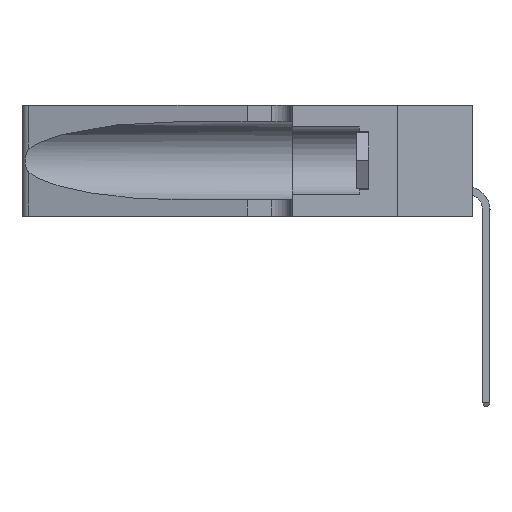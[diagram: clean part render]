
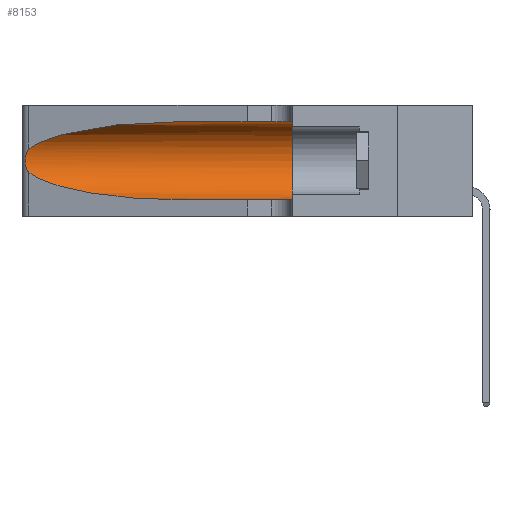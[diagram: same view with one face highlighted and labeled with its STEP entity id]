
A CAD part, left-side view. The second image highlights one B-rep face of the part: STEP entity #8153.
In plain terms, the highlighted cylindrical face has radius 3.308 mm (diameter 6.617 mm), a partial arc.
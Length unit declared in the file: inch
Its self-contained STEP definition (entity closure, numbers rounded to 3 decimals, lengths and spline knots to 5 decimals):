
#695 = VECTOR ( 'NONE', #23715, 39.37008 ) ;
#1038 = CARTESIAN_POINT ( 'NONE',  ( 0.25487, 1.22718, 0.22369 ) ) ;
#1261 = DIRECTION ( 'NONE',  ( 0., -1., 0. ) ) ;
#1264 = CARTESIAN_POINT ( 'NONE',  ( 0.25487, 1.22718, 0.22369 ) ) ;
#1586 = VERTEX_POINT ( 'NONE', #17288 ) ;
#2120 = DIRECTION ( 'NONE',  ( 0., 0., 1. ) ) ;
#2569 = CARTESIAN_POINT ( 'NONE',  ( 0.1305, 0.72297, 0.05475 ) ) ;
#4450 = CARTESIAN_POINT ( 'NONE',  ( 0.2373, 1.15595, 0.28018 ) ) ;
#4706 = CYLINDRICAL_SURFACE ( 'NONE', #7499, 0.13025 ) ;
#4739 = CARTESIAN_POINT ( 'NONE',  ( 0.25487, 1.22718, 0.14631 ) ) ;
#4907 = B_SPLINE_CURVE_WITH_KNOTS ( 'NONE', 3,
 ( #21239, #11845, #39207, #27113, #33218, #36280, #12227, #9160, #24144, #24274, #27364, #5941, #27250, #33478 ),
 .UNSPECIFIED., .F., .F.,
 ( 4, 2, 2, 2, 2, 2, 4 ),
 ( 0., 0.00027, 0.00053, 0.00107, 0.0016, 0.00187, 0.00214 ),
 .UNSPECIFIED. ) ;
#5065 = CARTESIAN_POINT ( 'NONE',  ( 0.1305, 0.72297, 0.05475 ) ) ;
#5728 = DIRECTION ( 'NONE',  ( 0., 1., 0. ) ) ;
#5941 = CARTESIAN_POINT ( 'NONE',  ( 0.25639, 1.23186, 0.15144 ) ) ;
#7250 = CARTESIAN_POINT ( 'NONE',  ( 0.1305, 0.72297, 0.31525 ) ) ;
#7499 = AXIS2_PLACEMENT_3D ( 'NONE', #17771, #17899, #24257 ) ;
#8153 = ADVANCED_FACE ( 'NONE', ( #36151 ), #4706, .F. ) ;
#8810 = ORIENTED_EDGE ( 'NONE', *, *, #28884, .T. ) ;
#8838 = LINE ( 'NONE', #38786, #695 ) ;
#9160 = CARTESIAN_POINT ( 'NONE',  ( 0.26075, 1.23896, 0.178 ) ) ;
#9761 = EDGE_CURVE ( 'NONE', #34354, #1586, #28435, .T. ) ;
#10319 = CIRCLE ( 'NONE', #11460, 0.13025 ) ;
#11460 = AXIS2_PLACEMENT_3D ( 'NONE', #20766, #5728, #2120 ) ;
#11658 = CARTESIAN_POINT ( 'NONE',  ( 0.2373, 1.15595, 0.08982 ) ) ;
#11845 = CARTESIAN_POINT ( 'NONE',  ( 0.25555, 1.22994, 0.2215 ) ) ;
#12227 = CARTESIAN_POINT ( 'NONE',  ( 0.26075, 1.23896, 0.19203 ) ) ;
#12287 = VECTOR ( 'NONE', #1261, 39.37008 ) ;
#13557 = ORIENTED_EDGE ( 'NONE', *, *, #23653, .T. ) ;
#13864 = CARTESIAN_POINT ( 'NONE',  ( 0.1305, 0.72297, 0.31525 ) ) ;
#15195 = CARTESIAN_POINT ( 'NONE',  ( 0.25487, 1.22718, 0.14631 ) ) ;
#16384 = ORIENTED_EDGE ( 'NONE', *, *, #18743, .T. ) ;
#17288 = CARTESIAN_POINT ( 'NONE',  ( 0.1305, 0.35, 0.05475 ) ) ;
#17771 = CARTESIAN_POINT ( 'NONE',  ( 0.1305, 1.61858, 0.185 ) ) ;
#17899 = DIRECTION ( 'NONE',  ( 0., -1., 0. ) ) ;
#18366 = VERTEX_POINT ( 'NONE', #26382 ) ;
#18743 = EDGE_CURVE ( 'NONE', #24566, #24733, #4907, .T. ) ;
#19492 = CARTESIAN_POINT ( 'NONE',  ( 0.1305, 1.61858, 0.05475 ) ) ;
#19494 = CARTESIAN_POINT ( 'NONE',  ( 0.18966, 0.96281, 0.31525 ) ) ;
#20766 = CARTESIAN_POINT ( 'NONE',  ( 0.1305, 0.35, 0.185 ) ) ;
#21239 = CARTESIAN_POINT ( 'NONE',  ( 0.25487, 1.22718, 0.22369 ) ) ;
#22416 = EDGE_CURVE ( 'NONE', #18366, #1586, #10319, .T. ) ;
#22565 = ORIENTED_EDGE ( 'NONE', *, *, #9761, .T. ) ;
#23520 = ORIENTED_EDGE ( 'NONE', *, *, #22416, .F. ) ;
#23653 = EDGE_CURVE ( 'NONE', #24733, #34354, #30295, .T. ) ;
#23715 = DIRECTION ( 'NONE',  ( 0., -1., 0. ) ) ;
#24144 = CARTESIAN_POINT ( 'NONE',  ( 0.26017, 1.23833, 0.17102 ) ) ;
#24257 = DIRECTION ( 'NONE',  ( 0., 0., -1. ) ) ;
#24274 = CARTESIAN_POINT ( 'NONE',  ( 0.25856, 1.23593, 0.16098 ) ) ;
#24391 = EDGE_LOOP ( 'NONE', ( #8810, #16384, #13557, #22565, #23520, #34520 ) ) ;
#24566 = VERTEX_POINT ( 'NONE', #1038 ) ;
#24733 = VERTEX_POINT ( 'NONE', #4739 ) ;
#26382 = CARTESIAN_POINT ( 'NONE',  ( 0.1305, 0.35, 0.31525 ) ) ;
#26465 = VERTEX_POINT ( 'NONE', #13864 ) ;
#27113 = CARTESIAN_POINT ( 'NONE',  ( 0.25787, 1.23484, 0.2124 ) ) ;
#27250 = CARTESIAN_POINT ( 'NONE',  ( 0.25555, 1.22993, 0.14849 ) ) ;
#27364 = CARTESIAN_POINT ( 'NONE',  ( 0.25789, 1.23486, 0.15765 ) ) ;
#27368 =( BOUNDED_CURVE ( )  B_SPLINE_CURVE ( 3, ( #7250, #19494, #4450, #1264 ),
 .UNSPECIFIED., .F., .F. ) 
 B_SPLINE_CURVE_WITH_KNOTS ( ( 4, 4 ),
 ( 1.5708, 2.84003 ),
 .UNSPECIFIED. ) 
 CURVE ( )  GEOMETRIC_REPRESENTATION_ITEM ( )  RATIONAL_B_SPLINE_CURVE ( ( 1., 0.87, 0.87, 1. ) ) 
 REPRESENTATION_ITEM ( '' )  );
#28435 = LINE ( 'NONE', #19492, #12287 ) ;
#28884 = EDGE_CURVE ( 'NONE', #26465, #24566, #27368, .T. ) ;
#30295 =( BOUNDED_CURVE ( )  B_SPLINE_CURVE ( 3, ( #15195, #11658, #39286, #2569 ),
 .UNSPECIFIED., .F., .F. ) 
 B_SPLINE_CURVE_WITH_KNOTS ( ( 4, 4 ),
 ( 3.44316, 4.71239 ),
 .UNSPECIFIED. ) 
 CURVE ( )  GEOMETRIC_REPRESENTATION_ITEM ( )  RATIONAL_B_SPLINE_CURVE ( ( 1., 0.87, 0.87, 1. ) ) 
 REPRESENTATION_ITEM ( '' )  );
#33080 = EDGE_CURVE ( 'NONE', #26465, #18366, #8838, .T. ) ;
#33218 = CARTESIAN_POINT ( 'NONE',  ( 0.25854, 1.2359, 0.20912 ) ) ;
#33478 = CARTESIAN_POINT ( 'NONE',  ( 0.25487, 1.22718, 0.14631 ) ) ;
#34354 = VERTEX_POINT ( 'NONE', #5065 ) ;
#34520 = ORIENTED_EDGE ( 'NONE', *, *, #33080, .F. ) ;
#36151 = FACE_OUTER_BOUND ( 'NONE', #24391, .T. ) ;
#36280 = CARTESIAN_POINT ( 'NONE',  ( 0.26018, 1.23835, 0.19895 ) ) ;
#38786 = CARTESIAN_POINT ( 'NONE',  ( 0.1305, 1.61858, 0.31525 ) ) ;
#39207 = CARTESIAN_POINT ( 'NONE',  ( 0.25639, 1.23184, 0.21858 ) ) ;
#39286 = CARTESIAN_POINT ( 'NONE',  ( 0.18966, 0.96281, 0.05475 ) ) ;
